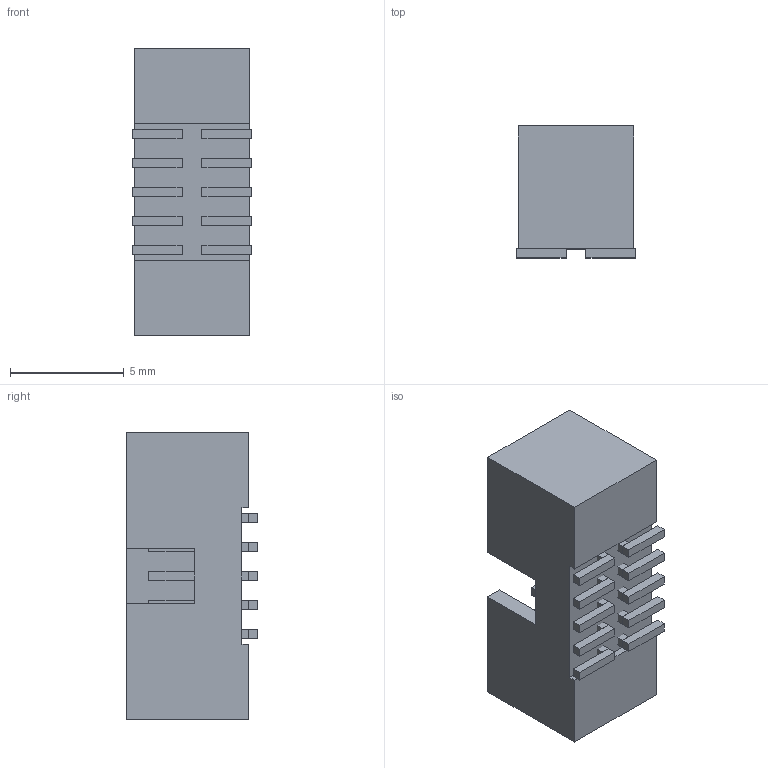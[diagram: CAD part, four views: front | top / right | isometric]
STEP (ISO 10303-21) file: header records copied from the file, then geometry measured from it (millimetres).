
FILE_DESCRIPTION(/* description */ (''),/* implementation_level */ '2;1');
FILE_NAME(/* name */ 'Gadgeteer Socket v1.step',/* time_stamp */ '2016-05-26T08:09:09+01:00',/* author */ (''),/* organization */ (''),/* preprocessor_version */ 'ST-DEVELOPER v16.5',/* originating_system */ 'Autodesk Translation Framework v5.0.0.3310',/* authorisation */ '');
FILE_SCHEMA (('AUTOMOTIVE_DESIGN { 1 0 10303 214 3 1 1 }'));
Length unit declared in the file: centimetre
Products named in the file (1): Gadgeteer Socket v1
Bounding box: 5.27 x 5.8 x 12.65 mm (x, y, z)
Volume: 169.3 mm3; surface area: 551.2 mm2
Topology: 21 solids, 21 shells, 138 faces, 288 edges, 192 vertices
Faces by surface type: plane 138
Entity records: 3596 total; most frequent: CARTESIAN_POINT 619, ORIENTED_EDGE 576, DIRECTION 566, LINE 288, VECTOR 288, EDGE_CURVE 288, VERTEX_POINT 192, AXIS2_PLACEMENT_3D 139
